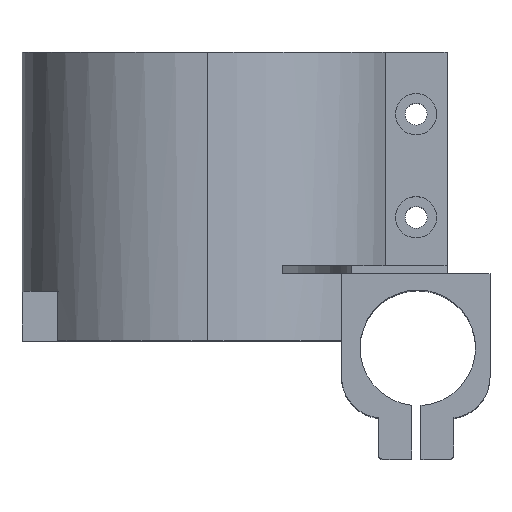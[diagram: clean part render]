
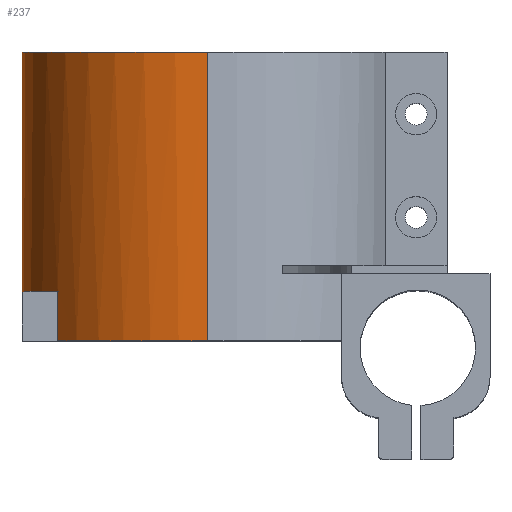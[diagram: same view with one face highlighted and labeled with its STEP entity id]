
A CAD part, top view. The second image highlights one B-rep face of the part: STEP entity #237.
In plain terms, the highlighted cylindrical face has radius 45 mm (diameter 90 mm), a partial arc.
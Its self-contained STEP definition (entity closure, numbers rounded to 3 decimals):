
#124 = CARTESIAN_POINT ( 'NONE',  ( 0., 0., 45. ) ) ;
#205 = AXIS2_PLACEMENT_3D ( 'NONE', #2584, #3476, #4830 ) ;
#234 = LINE ( 'NONE', #1705, #951 ) ;
#237 = ADVANCED_FACE ( 'NONE', ( #1964 ), #5564, .T. ) ;
#372 = CARTESIAN_POINT ( 'NONE',  ( 0., -70., 45. ) ) ;
#492 = DIRECTION ( 'NONE',  ( 0., 1., 0. ) ) ;
#499 = EDGE_LOOP ( 'NONE', ( #2641, #5407, #540, #3566, #3716, #1157 ) ) ;
#540 = ORIENTED_EDGE ( 'NONE', *, *, #2735, .F. ) ;
#561 = VERTEX_POINT ( 'NONE', #2038 ) ;
#591 = EDGE_CURVE ( 'NONE', #3575, #4552, #234, .T. ) ;
#624 = CARTESIAN_POINT ( 'NONE',  ( -45., -58., 0. ) ) ;
#769 = CARTESIAN_POINT ( 'NONE',  ( 0., -58., 0. ) ) ;
#951 = VECTOR ( 'NONE', #3972, 1000. ) ;
#1035 = AXIS2_PLACEMENT_3D ( 'NONE', #3636, #5344, #3304 ) ;
#1157 = ORIENTED_EDGE ( 'NONE', *, *, #5361, .F. ) ;
#1388 = CIRCLE ( 'NONE', #1035, 45. ) ;
#1417 = EDGE_CURVE ( 'NONE', #4827, #5372, #1678, .T. ) ;
#1470 = CARTESIAN_POINT ( 'NONE',  ( 0., -100., 45. ) ) ;
#1648 = CARTESIAN_POINT ( 'NONE',  ( -36.37, -58., 26.5 ) ) ;
#1678 = LINE ( 'NONE', #1470, #3790 ) ;
#1705 = CARTESIAN_POINT ( 'NONE',  ( -45., -100., 0. ) ) ;
#1964 = FACE_OUTER_BOUND ( 'NONE', #499, .T. ) ;
#2038 = CARTESIAN_POINT ( 'NONE',  ( -36.37, -70., 26.5 ) ) ;
#2069 = EDGE_CURVE ( 'NONE', #4827, #561, #5193, .T. ) ;
#2235 = CIRCLE ( 'NONE', #2793, 45. ) ;
#2570 = LINE ( 'NONE', #4340, #2631 ) ;
#2584 = CARTESIAN_POINT ( 'NONE',  ( 0., -70., 0. ) ) ;
#2607 = DIRECTION ( 'NONE',  ( 0., 0., 1. ) ) ;
#2631 = VECTOR ( 'NONE', #5136, 1000. ) ;
#2641 = ORIENTED_EDGE ( 'NONE', *, *, #2069, .F. ) ;
#2735 = EDGE_CURVE ( 'NONE', #4552, #5372, #1388, .T. ) ;
#2793 = AXIS2_PLACEMENT_3D ( 'NONE', #769, #3793, #3803 ) ;
#3304 = DIRECTION ( 'NONE',  ( 0., 0., 1. ) ) ;
#3476 = DIRECTION ( 'NONE',  ( 0., -1., 0. ) ) ;
#3523 = CARTESIAN_POINT ( 'NONE',  ( -45., 0., 0. ) ) ;
#3566 = ORIENTED_EDGE ( 'NONE', *, *, #591, .F. ) ;
#3575 = VERTEX_POINT ( 'NONE', #624 ) ;
#3636 = CARTESIAN_POINT ( 'NONE',  ( 0., 0., 0. ) ) ;
#3654 = DIRECTION ( 'NONE',  ( 0., 1., 0. ) ) ;
#3716 = ORIENTED_EDGE ( 'NONE', *, *, #5523, .F. ) ;
#3790 = VECTOR ( 'NONE', #3654, 1000. ) ;
#3793 = DIRECTION ( 'NONE',  ( 0., -1., 0. ) ) ;
#3803 = DIRECTION ( 'NONE',  ( 0., 0., 1. ) ) ;
#3972 = DIRECTION ( 'NONE',  ( 0., 1., 0. ) ) ;
#4299 = VERTEX_POINT ( 'NONE', #1648 ) ;
#4340 = CARTESIAN_POINT ( 'NONE',  ( -36.37, -100., 26.5 ) ) ;
#4552 = VERTEX_POINT ( 'NONE', #3523 ) ;
#4827 = VERTEX_POINT ( 'NONE', #372 ) ;
#4830 = DIRECTION ( 'NONE',  ( 0., 0., 1. ) ) ;
#4887 = AXIS2_PLACEMENT_3D ( 'NONE', #5212, #492, #2607 ) ;
#5136 = DIRECTION ( 'NONE',  ( 0., 1., 0. ) ) ;
#5193 = CIRCLE ( 'NONE', #205, 45. ) ;
#5212 = CARTESIAN_POINT ( 'NONE',  ( 0., -100., 0. ) ) ;
#5344 = DIRECTION ( 'NONE',  ( 0., 1., 0. ) ) ;
#5361 = EDGE_CURVE ( 'NONE', #561, #4299, #2570, .T. ) ;
#5372 = VERTEX_POINT ( 'NONE', #124 ) ;
#5407 = ORIENTED_EDGE ( 'NONE', *, *, #1417, .T. ) ;
#5523 = EDGE_CURVE ( 'NONE', #4299, #3575, #2235, .T. ) ;
#5564 = CYLINDRICAL_SURFACE ( 'NONE', #4887, 45. ) ;
